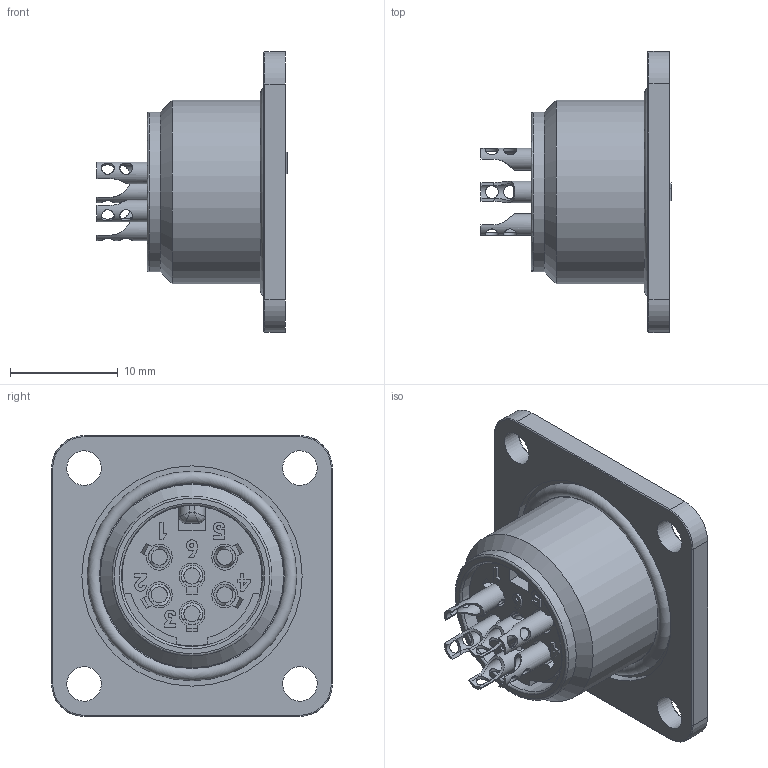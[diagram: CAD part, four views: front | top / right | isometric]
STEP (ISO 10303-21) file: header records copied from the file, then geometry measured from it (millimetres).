
FILE_DESCRIPTION(/* description */ (''),/* implementation_level */ '2;1');
FILE_NAME(/* name */ 'c091 31t006 100 2 unxc001-01.stp',/* time_stamp */ '2019-07-08T14:42:56+02:00',/* author */ (''),/* organization */ (''),/* preprocessor_version */ 'ST-DEVELOPER v16.7',/* originating_system */ 'SIEMENS PLM Software NX 12.0',/* authorisation */ '');
FILE_SCHEMA (('AUTOMOTIVE_DESIGN { 1 0 10303 214 3 1 1 1 }'));
Length unit declared in the file: millimetre
Products named in the file (1): c091 31t006 100 2 unxc001-01
Bounding box: 17.6 x 26 x 26 mm (x, y, z)
Volume: 2884.5 mm3; surface area: 3411.3 mm2
Topology: 1 solids, 1 shells, 296 faces, 808 edges, 529 vertices
Faces by surface type: plane 179, cylinder 96, cone 12, bspline 8, torus 1
Full cylindrical faces by diameter (mm): 0.384 x1, 1 x6, 1.2 x12, 1.5 x6, 2 x6, 3.2 x4, 13.1 x1, 14.7 x1, 14.8 x1, 15.3 x1, 15.4 x1, 16.2 x1, 17 x1, 20.4 x1
Entity records: 10992 total; most frequent: CARTESIAN_POINT 2562, ORIENTED_EDGE 1474, DIRECTION 1353, EDGE_CURVE 737, VERTEX_POINT 521, AXIS2_PLACEMENT_3D 453, LINE 447, VECTOR 447
